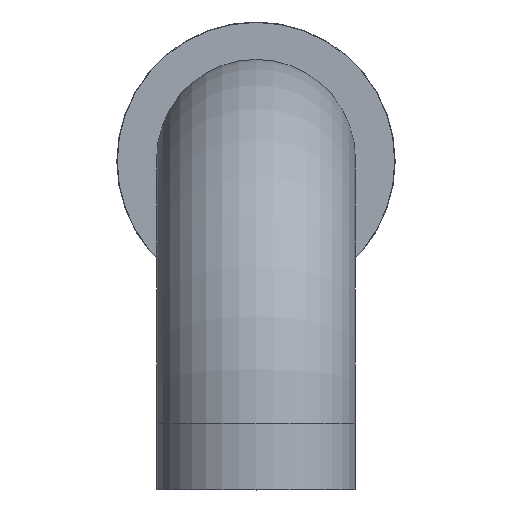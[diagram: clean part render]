
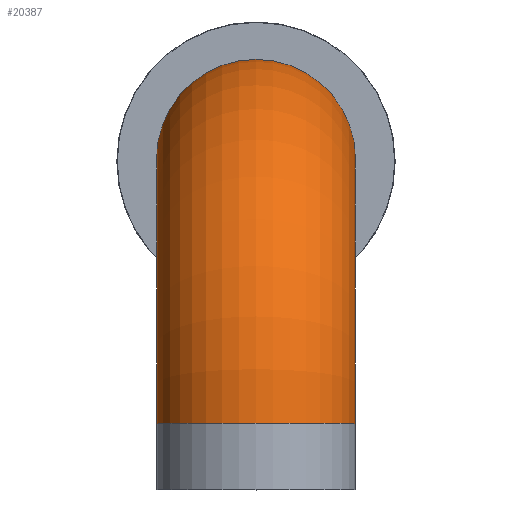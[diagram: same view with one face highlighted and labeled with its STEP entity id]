
A CAD part, top view. The second image highlights one B-rep face of the part: STEP entity #20387.
In plain terms, the highlighted toroidal (fillet/blend) face has major radius 60 mm and minor radius 22.5 mm.
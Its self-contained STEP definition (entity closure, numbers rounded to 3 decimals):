
#1802 = DIRECTION ( 'NONE',  ( 0., 1., 0. ) ) ;
#3419 = AXIS2_PLACEMENT_3D ( 'NONE', #26461, #1802, #11118 ) ;
#3493 = CARTESIAN_POINT ( 'NONE',  ( 0., 93.5, -60. ) ) ;
#3835 = CIRCLE ( 'NONE', #9893, 22.5 ) ;
#4376 = EDGE_CURVE ( 'NONE', #16092, #16092, #28572, .T. ) ;
#9893 = AXIS2_PLACEMENT_3D ( 'NONE', #25317, #25466, #18616 ) ;
#9964 = EDGE_LOOP ( 'NONE', ( #20036 ) ) ;
#10487 = EDGE_LOOP ( 'NONE', ( #22743 ) ) ;
#11118 = DIRECTION ( 'NONE',  ( 0., 0., 1. ) ) ;
#12510 = TOROIDAL_SURFACE ( 'NONE', #28833, 60., 22.5 ) ;
#14289 = DIRECTION ( 'NONE',  ( -1., 0., 0. ) ) ;
#14433 = CARTESIAN_POINT ( 'NONE',  ( 0., 11., -60. ) ) ;
#16092 = VERTEX_POINT ( 'NONE', #22506 ) ;
#16195 = DIRECTION ( 'NONE',  ( 0., 0., 1. ) ) ;
#16276 = EDGE_CURVE ( 'NONE', #16914, #16914, #3835, .T. ) ;
#16914 = VERTEX_POINT ( 'NONE', #3493 ) ;
#18616 = DIRECTION ( 'NONE',  ( 0., 1., 0. ) ) ;
#20036 = ORIENTED_EDGE ( 'NONE', *, *, #16276, .F. ) ;
#20387 = ADVANCED_FACE ( 'NONE', ( #27424, #21009 ), #12510, .T. ) ;
#21009 = FACE_OUTER_BOUND ( 'NONE', #10487, .T. ) ;
#22506 = CARTESIAN_POINT ( 'NONE',  ( 0., 11., 22.5 ) ) ;
#22743 = ORIENTED_EDGE ( 'NONE', *, *, #4376, .T. ) ;
#25317 = CARTESIAN_POINT ( 'NONE',  ( 0., 71., -60. ) ) ;
#25466 = DIRECTION ( 'NONE',  ( 0., 0., -1. ) ) ;
#26461 = CARTESIAN_POINT ( 'NONE',  ( 0., 11., 0. ) ) ;
#27424 = FACE_OUTER_BOUND ( 'NONE', #9964, .T. ) ;
#28572 = CIRCLE ( 'NONE', #3419, 22.5 ) ;
#28833 = AXIS2_PLACEMENT_3D ( 'NONE', #14433, #14289, #16195 ) ;
